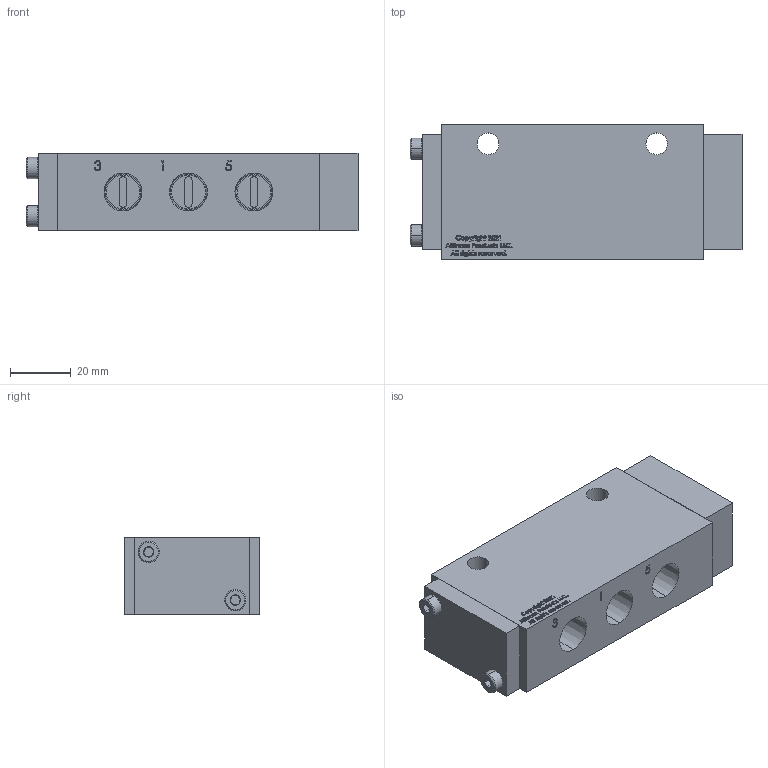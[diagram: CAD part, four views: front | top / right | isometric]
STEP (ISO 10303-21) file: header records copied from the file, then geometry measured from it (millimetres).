
FILE_DESCRIPTION (( 'STEP AP214' ), '1' );
FILE_NAME ('V250050312-VALVE-.25-NPT-5-2-SR-AP.STEP', '2021-07-30T09:12:33', ( '' ), ( '' ), 'SwSTEP 2.0', 'SolidWorks 2018', '' );
FILE_SCHEMA (( 'AUTOMOTIVE_DESIGN' ));
Length unit declared in the file: inch
Products named in the file (1): V250050312-VALVE-.25-NPT-5-2-SR-AP
Bounding box: 109.46 x 44.45 x 25.4 mm (x, y, z)
Volume: 106900.6 mm3; surface area: 21214.5 mm2
Topology: 1 solids, 1 shells, 1506 faces, 3944 edges, 2610 vertices
Faces by surface type: plane 831, bspline 578, cone 56, cylinder 41
Entity records: 91750 total; most frequent: CARTESIAN_POINT 38913, ORIENTED_EDGE 7888, DIRECTION 4770, EDGE_CURVE 3944, VERTEX_POINT 2610, LINE 2604, VECTOR 2604, EDGE_LOOP 1680
